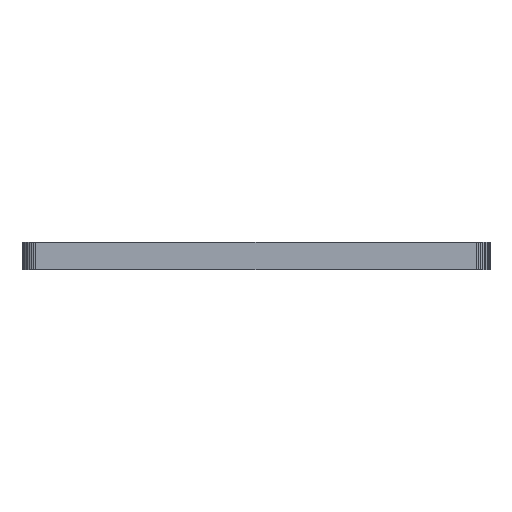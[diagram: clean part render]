
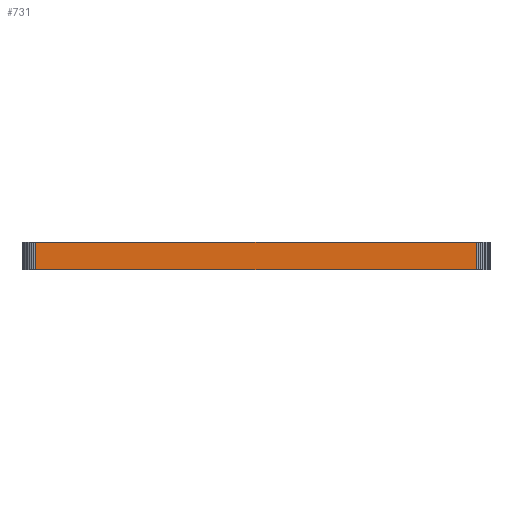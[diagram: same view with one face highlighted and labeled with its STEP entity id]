
A CAD part, left-side view. The second image highlights one B-rep face of the part: STEP entity #731.
In plain terms, the highlighted planar face has unit normal (-1, 0, 0).
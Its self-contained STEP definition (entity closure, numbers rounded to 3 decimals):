
#40=PLANE('',#792);
#76=FACE_OUTER_BOUND('',#113,.T.);
#113=EDGE_LOOP('',(#584,#585,#586,#587));
#188=LINE('',#1124,#278);
#189=LINE('',#1127,#279);
#190=LINE('',#1129,#280);
#191=LINE('',#1130,#281);
#278=VECTOR('',#924,10.);
#279=VECTOR('',#927,10.);
#280=VECTOR('',#928,10.);
#281=VECTOR('',#929,10.);
#370=VERTEX_POINT('',#1120);
#371=VERTEX_POINT('',#1122);
#372=VERTEX_POINT('',#1126);
#373=VERTEX_POINT('',#1128);
#458=EDGE_CURVE('',#370,#371,#188,.T.);
#459=EDGE_CURVE('',#372,#370,#189,.T.);
#460=EDGE_CURVE('',#373,#371,#190,.T.);
#461=EDGE_CURVE('',#372,#373,#191,.T.);
#584=ORIENTED_EDGE('',*,*,#459,.T.);
#585=ORIENTED_EDGE('',*,*,#458,.T.);
#586=ORIENTED_EDGE('',*,*,#460,.F.);
#587=ORIENTED_EDGE('',*,*,#461,.F.);
#731=ADVANCED_FACE('',(#76),#40,.T.);
#792=AXIS2_PLACEMENT_3D('',#1125,#925,#926);
#924=DIRECTION('',(0.,0.,1.));
#925=DIRECTION('center_axis',(-1.,0.,0.));
#926=DIRECTION('ref_axis',(0.,-1.,0.));
#927=DIRECTION('',(0.,-1.,0.));
#928=DIRECTION('',(0.,-1.,0.));
#929=DIRECTION('',(0.,0.,1.));
#1120=CARTESIAN_POINT('',(-45.47,-29.384,12.58));
#1122=CARTESIAN_POINT('',(-45.47,-29.384,15.58));
#1124=CARTESIAN_POINT('',(-45.47,-29.384,12.58));
#1125=CARTESIAN_POINT('Origin',(-45.47,18.622,12.58));
#1126=CARTESIAN_POINT('',(-45.47,18.622,12.58));
#1127=CARTESIAN_POINT('',(-45.47,18.622,12.58));
#1128=CARTESIAN_POINT('',(-45.47,18.622,15.58));
#1129=CARTESIAN_POINT('',(-45.47,18.622,15.58));
#1130=CARTESIAN_POINT('',(-45.47,18.622,12.58));
